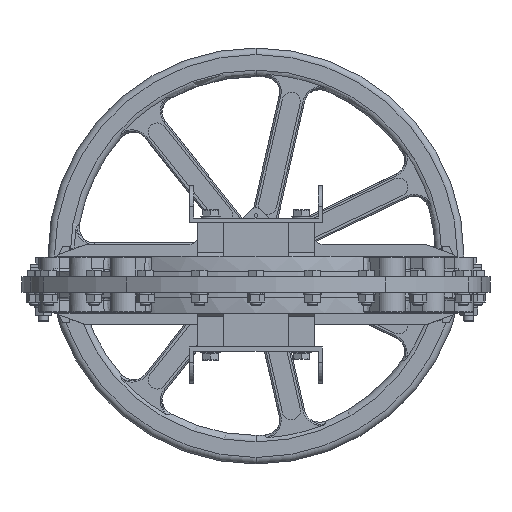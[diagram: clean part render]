
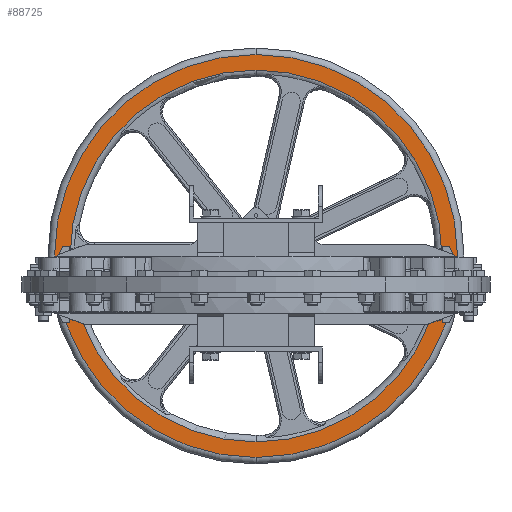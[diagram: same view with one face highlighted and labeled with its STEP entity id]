
A CAD part, front view. The second image highlights one B-rep face of the part: STEP entity #88725.
In plain terms, the highlighted planar face has unit normal (0, -1, 0).
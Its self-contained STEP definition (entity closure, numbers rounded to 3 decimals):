
#9264 = EDGE_LOOP ( 'NONE', ( #58756, #58757 ) ) ;
#9599 = EDGE_LOOP ( 'NONE', ( #58758, #58759 ) ) ;
#48964 = VERTEX_POINT ( 'NONE', #76781 ) ;
#48988 = VERTEX_POINT ( 'NONE', #76757 ) ;
#49890 = VERTEX_POINT ( 'NONE', #76445 ) ;
#49891 = VERTEX_POINT ( 'NONE', #76444 ) ;
#52244 = EDGE_CURVE ( 'NONE', #48964, #48988, #109076, .T. ) ;
#58756 = ORIENTED_EDGE ( 'NONE', *, *, #106860, .T. ) ;
#58757 = ORIENTED_EDGE ( 'NONE', *, *, #52244, .T. ) ;
#58758 = ORIENTED_EDGE ( 'NONE', *, *, #106764, .F. ) ;
#58759 = ORIENTED_EDGE ( 'NONE', *, *, #106643, .F. ) ;
#76279 = DIRECTION ( 'NONE',  ( 0., 0., 1. ) ) ;
#76280 = DIRECTION ( 'NONE',  ( 0., 1., 0. ) ) ;
#76281 = CARTESIAN_POINT ( 'NONE',  ( 0., 1581.7, 55. ) ) ;
#76444 = CARTESIAN_POINT ( 'NONE',  ( 0., 1581.7, 442.5 ) ) ;
#76445 = CARTESIAN_POINT ( 'NONE',  ( 0., 1581.7, -332.5 ) ) ;
#76757 = CARTESIAN_POINT ( 'NONE',  ( 0., 1581.7, 412.5 ) ) ;
#76781 = CARTESIAN_POINT ( 'NONE',  ( 0., 1581.7, -302.5 ) ) ;
#88725 = ADVANCED_FACE ( 'NONE', ( #126624, #126626 ), #127039, .T. ) ;
#106643 = EDGE_CURVE ( 'NONE', #49890, #49891, #116830, .T. ) ;
#106764 = EDGE_CURVE ( 'NONE', #49891, #49890, #117036, .T. ) ;
#106860 = EDGE_CURVE ( 'NONE', #48988, #48964, #117202, .T. ) ;
#109076 = CIRCLE ( 'NONE', #109705, 357.5 ) ;
#109705 = AXIS2_PLACEMENT_3D ( 'NONE', #76281, #76280, #76279 ) ;
#116830 = CIRCLE ( 'NONE', #116835, 387.5 ) ;
#116835 = AXIS2_PLACEMENT_3D ( 'NONE', #119537, #119538, #119539 ) ;
#117036 = CIRCLE ( 'NONE', #117038, 387.5 ) ;
#117038 = AXIS2_PLACEMENT_3D ( 'NONE', #121691, #121694, #121697 ) ;
#117202 = CIRCLE ( 'NONE', #117206, 357.5 ) ;
#117206 = AXIS2_PLACEMENT_3D ( 'NONE', #122854, #122855, #122856 ) ;
#119537 = CARTESIAN_POINT ( 'NONE',  ( 0., 1581.7, 55. ) ) ;
#119538 = DIRECTION ( 'NONE',  ( 0., 1., 0. ) ) ;
#119539 = DIRECTION ( 'NONE',  ( 0., 0., 1. ) ) ;
#121025 = AXIS2_PLACEMENT_3D ( 'NONE', #127040, #127041, #127042 ) ;
#121691 = CARTESIAN_POINT ( 'NONE',  ( 0., 1581.7, 55. ) ) ;
#121694 = DIRECTION ( 'NONE',  ( 0., 1., 0. ) ) ;
#121697 = DIRECTION ( 'NONE',  ( 0., 0., 1. ) ) ;
#122854 = CARTESIAN_POINT ( 'NONE',  ( 0., 1581.7, 55. ) ) ;
#122855 = DIRECTION ( 'NONE',  ( 0., 1., 0. ) ) ;
#122856 = DIRECTION ( 'NONE',  ( 0., 0., 1. ) ) ;
#126624 = FACE_BOUND ( 'NONE', #9264, .T. ) ;
#126626 = FACE_OUTER_BOUND ( 'NONE', #9599, .T. ) ;
#127039 = PLANE ( 'NONE',  #121025 ) ;
#127040 = CARTESIAN_POINT ( 'NONE',  ( -372.5, 1581.7, 55. ) ) ;
#127041 = DIRECTION ( 'NONE',  ( 0., -1., 0. ) ) ;
#127042 = DIRECTION ( 'NONE',  ( 0., 0., -1. ) ) ;
